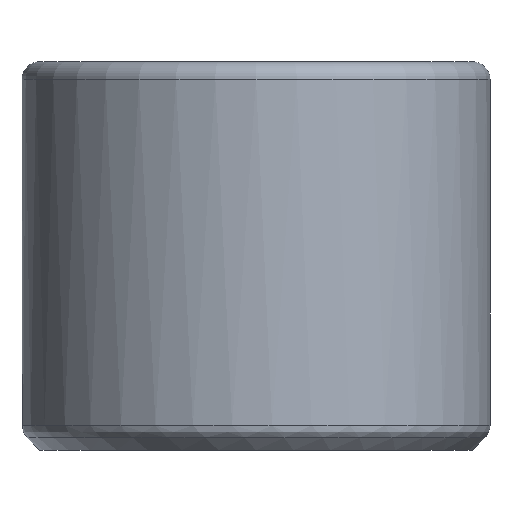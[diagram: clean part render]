
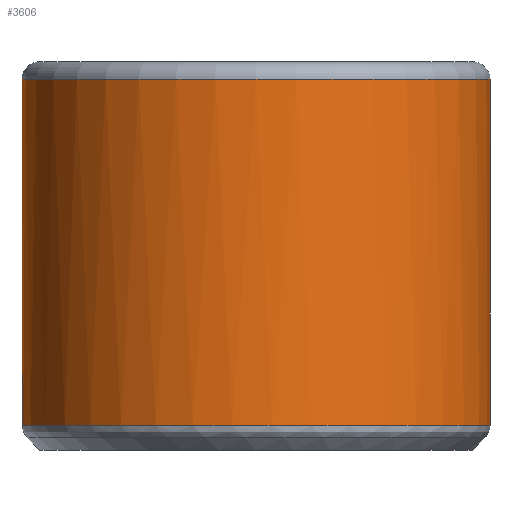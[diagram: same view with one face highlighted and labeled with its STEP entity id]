
A CAD part, front view. The second image highlights one B-rep face of the part: STEP entity #3606.
In plain terms, the highlighted cylindrical face has radius 13.25 mm (diameter 26.5 mm), a full revolution.
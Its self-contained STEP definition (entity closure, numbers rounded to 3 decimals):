
#640 = ( BOUNDED_SURFACE() B_SPLINE_SURFACE(2,14,(
    (#641,#642,#643,#644,#645,#646,#647,#648,#649,#650,#651,#652,#653
      ,#654,#655)
    ,(#656,#657,#658,#659,#660,#661,#662,#663,#664,#665,#666,#667,#668
      ,#669,#670)
    ,(#671,#672,#673,#674,#675,#676,#677,#678,#679,#680,#681,#682,#683
      ,#684,#685
)),.UNSPECIFIED.,.F.,.T.,.F.) B_SPLINE_SURFACE_WITH_KNOTS((3,3),(15,15),
  (0.,83.252),(0.,83.252),
.PIECEWISE_BEZIER_KNOTS.) GEOMETRIC_REPRESENTATION_ITEM() 
RATIONAL_B_SPLINE_SURFACE((
    (1.,1.,1.,1.,1.,1.
      ,1.,1.,1.,1.
      ,1.,1.,1.,1.,1.)
    ,(0.924,0.924,0.924,0.924
      ,0.924,0.924,0.924,0.924
      ,0.924,0.924,0.924,0.924
      ,0.924,0.924,0.924)
    ,(1.,1.,1.,1.,1.,1.
      ,1.,1.,1.,1.
      ,1.,1.,1.,1.,1.
))) REPRESENTATION_ITEM('') SURFACE() );
#641 = CARTESIAN_POINT('',(13.25,0.,1.414));
#642 = CARTESIAN_POINT('',(13.25,5.861,1.414
    ));
#643 = CARTESIAN_POINT('',(10.459,11.846,
    1.414));
#644 = CARTESIAN_POINT('',(4.68,16.396,1.414)
  );
#645 = CARTESIAN_POINT('',(-3.202,17.892,
    1.414));
#646 = CARTESIAN_POINT('',(-11.367,14.931,1.414
    ));
#647 = CARTESIAN_POINT('',(-16.845,9.069,1.414
    ));
#648 = CARTESIAN_POINT('',(-20.31,0.,
    1.414));
#649 = CARTESIAN_POINT('',(-16.845,-9.069,
    1.414));
#650 = CARTESIAN_POINT('',(-11.367,-14.931,1.414
    ));
#651 = CARTESIAN_POINT('',(-3.202,-17.892,1.414
    ));
#652 = CARTESIAN_POINT('',(4.68,-16.396,1.414
    ));
#653 = CARTESIAN_POINT('',(10.459,-11.846,
    1.414));
#654 = CARTESIAN_POINT('',(13.25,-5.861,
    1.414));
#655 = CARTESIAN_POINT('',(13.25,0.,1.414));
#656 = CARTESIAN_POINT('',(13.25,0.,1.));
#657 = CARTESIAN_POINT('',(13.25,5.861,1.));
#658 = CARTESIAN_POINT('',(10.459,11.846,1.));
#659 = CARTESIAN_POINT('',(4.68,16.396,1.));
#660 = CARTESIAN_POINT('',(-3.202,17.892,1.));
#661 = CARTESIAN_POINT('',(-11.367,14.931,1.));
#662 = CARTESIAN_POINT('',(-16.845,9.069,1.));
#663 = CARTESIAN_POINT('',(-20.31,0.,1.));
#664 = CARTESIAN_POINT('',(-16.845,-9.069,1.));
#665 = CARTESIAN_POINT('',(-11.367,-14.931,1.));
#666 = CARTESIAN_POINT('',(-3.202,-17.892,1.));
#667 = CARTESIAN_POINT('',(4.68,-16.396,1.));
#668 = CARTESIAN_POINT('',(10.459,-11.846,1.));
#669 = CARTESIAN_POINT('',(13.25,-5.861,1.));
#670 = CARTESIAN_POINT('',(13.25,0.,1.));
#671 = CARTESIAN_POINT('',(12.957,0.,0.707));
#672 = CARTESIAN_POINT('',(12.957,5.731,0.707
    ));
#673 = CARTESIAN_POINT('',(10.228,11.584,
    0.707));
#674 = CARTESIAN_POINT('',(4.576,16.033,0.707
    ));
#675 = CARTESIAN_POINT('',(-3.131,17.496,
    0.707));
#676 = CARTESIAN_POINT('',(-11.116,14.601,
    0.707));
#677 = CARTESIAN_POINT('',(-16.472,8.868,0.707
    ));
#678 = CARTESIAN_POINT('',(-19.861,0.,
    0.707));
#679 = CARTESIAN_POINT('',(-16.472,-8.868,
    0.707));
#680 = CARTESIAN_POINT('',(-11.116,-14.601,
    0.707));
#681 = CARTESIAN_POINT('',(-3.131,-17.496,
    0.707));
#682 = CARTESIAN_POINT('',(4.576,-16.033,0.707
    ));
#683 = CARTESIAN_POINT('',(10.228,-11.584,
    0.707));
#684 = CARTESIAN_POINT('',(12.957,-5.731,
    0.707));
#685 = CARTESIAN_POINT('',(12.957,0.,
    0.707));
#2101 = VERTEX_POINT('',#2102);
#2102 = CARTESIAN_POINT('',(13.25,0.,1.414));
#2123 = EDGE_CURVE('',#2101,#2101,#2124,.T.);
#2124 = SURFACE_CURVE('',#2125,(#2141,#2148),.PCURVE_S1.);
#2125 = ( BOUNDED_CURVE() B_SPLINE_CURVE(14,(#2126,#2127,#2128,#2129,
    #2130,#2131,#2132,#2133,#2134,#2135,#2136,#2137,#2138,#2139,#2140),
.UNSPECIFIED.,.T.,.F.) B_SPLINE_CURVE_WITH_KNOTS((15,15),(
0.,83.252),.PIECEWISE_BEZIER_KNOTS.) CURVE() 
GEOMETRIC_REPRESENTATION_ITEM() RATIONAL_B_SPLINE_CURVE((1.,1.,
    1.,1.,1.,1.,
    1.,1.,1.,1.,
    1.,1.,1.,1.,1.)) 
REPRESENTATION_ITEM('') );
#2126 = CARTESIAN_POINT('',(13.25,0.,1.414));
#2127 = CARTESIAN_POINT('',(13.25,5.861,
    1.414));
#2128 = CARTESIAN_POINT('',(10.459,11.846,
    1.414));
#2129 = CARTESIAN_POINT('',(4.68,16.396,1.414
    ));
#2130 = CARTESIAN_POINT('',(-3.202,17.892,
    1.414));
#2131 = CARTESIAN_POINT('',(-11.367,14.931,
    1.414));
#2132 = CARTESIAN_POINT('',(-16.845,9.069,
    1.414));
#2133 = CARTESIAN_POINT('',(-20.31,0.,
    1.414));
#2134 = CARTESIAN_POINT('',(-16.845,-9.069,
    1.414));
#2135 = CARTESIAN_POINT('',(-11.367,-14.931,
    1.414));
#2136 = CARTESIAN_POINT('',(-3.202,-17.892,
    1.414));
#2137 = CARTESIAN_POINT('',(4.68,-16.396,
    1.414));
#2138 = CARTESIAN_POINT('',(10.459,-11.846,
    1.414));
#2139 = CARTESIAN_POINT('',(13.25,-5.861,
    1.414));
#2140 = CARTESIAN_POINT('',(13.25,0.,1.414));
#2141 = PCURVE('',#640,#2142);
#2142 = DEFINITIONAL_REPRESENTATION('',(#2143),#2147);
#2143 = LINE('',#2144,#2145);
#2144 = CARTESIAN_POINT('',(0.,0.));
#2145 = VECTOR('',#2146,1.);
#2146 = DIRECTION('',(0.,1.));
#2147 = ( GEOMETRIC_REPRESENTATION_CONTEXT(2) 
PARAMETRIC_REPRESENTATION_CONTEXT() REPRESENTATION_CONTEXT('2D SPACE',''
  ) );
#2148 = PCURVE('',#2149,#2154);
#2149 = CYLINDRICAL_SURFACE('',#2150,13.25);
#2150 = AXIS2_PLACEMENT_3D('',#2151,#2152,#2153);
#2151 = CARTESIAN_POINT('',(0.,0.,0.));
#2152 = DIRECTION('',(-0.,-0.,-1.));
#2153 = DIRECTION('',(1.,0.,0.));
#2154 = DEFINITIONAL_REPRESENTATION('',(#2155),#2176);
#2155 = B_SPLINE_CURVE_WITH_KNOTS('',10,(#2156,#2157,#2158,#2159,#2160,
    #2161,#2162,#2163,#2164,#2165,#2166,#2167,#2168,#2169,#2170,#2171,
    #2172,#2173,#2174,#2175),.UNSPECIFIED.,.F.,.F.,(11,9,11),(
    0.,41.626,83.252),.UNSPECIFIED.);
#2156 = CARTESIAN_POINT('',(0.,-1.414));
#2157 = CARTESIAN_POINT('',(-0.31,-1.414));
#2158 = CARTESIAN_POINT('',(-0.624,-1.414));
#2159 = CARTESIAN_POINT('',(-0.94,-1.414));
#2160 = CARTESIAN_POINT('',(-1.256,-1.414));
#2161 = CARTESIAN_POINT('',(-1.57,-1.414));
#2162 = CARTESIAN_POINT('',(-1.885,-1.414));
#2163 = CARTESIAN_POINT('',(-2.199,-1.414));
#2164 = CARTESIAN_POINT('',(-2.513,-1.414));
#2165 = CARTESIAN_POINT('',(-2.827,-1.414));
#2166 = CARTESIAN_POINT('',(-3.456,-1.414));
#2167 = CARTESIAN_POINT('',(-3.77,-1.414));
#2168 = CARTESIAN_POINT('',(-4.084,-1.414));
#2169 = CARTESIAN_POINT('',(-4.398,-1.414));
#2170 = CARTESIAN_POINT('',(-4.713,-1.414));
#2171 = CARTESIAN_POINT('',(-5.027,-1.414));
#2172 = CARTESIAN_POINT('',(-5.343,-1.414));
#2173 = CARTESIAN_POINT('',(-5.659,-1.414));
#2174 = CARTESIAN_POINT('',(-5.974,-1.414));
#2175 = CARTESIAN_POINT('',(-6.283,-1.414));
#2176 = ( GEOMETRIC_REPRESENTATION_CONTEXT(2) 
PARAMETRIC_REPRESENTATION_CONTEXT() REPRESENTATION_CONTEXT('2D SPACE',''
  ) );
#3606 = ADVANCED_FACE('',(#3607),#2149,.T.);
#3607 = FACE_BOUND('',#3608,.F.);
#3608 = EDGE_LOOP('',(#3609,#3632,#3659,#3660));
#3609 = ORIENTED_EDGE('',*,*,#3610,.T.);
#3610 = EDGE_CURVE('',#2101,#3611,#3613,.T.);
#3611 = VERTEX_POINT('',#3612);
#3612 = CARTESIAN_POINT('',(13.25,0.,21.));
#3613 = SEAM_CURVE('',#3614,(#3618,#3625),.PCURVE_S1.);
#3614 = LINE('',#3615,#3616);
#3615 = CARTESIAN_POINT('',(13.25,0.,0.));
#3616 = VECTOR('',#3617,1.);
#3617 = DIRECTION('',(0.,0.,1.));
#3618 = PCURVE('',#2149,#3619);
#3619 = DEFINITIONAL_REPRESENTATION('',(#3620),#3624);
#3620 = LINE('',#3621,#3622);
#3621 = CARTESIAN_POINT('',(-0.,0.));
#3622 = VECTOR('',#3623,1.);
#3623 = DIRECTION('',(-0.,-1.));
#3624 = ( GEOMETRIC_REPRESENTATION_CONTEXT(2) 
PARAMETRIC_REPRESENTATION_CONTEXT() REPRESENTATION_CONTEXT('2D SPACE',''
  ) );
#3625 = PCURVE('',#2149,#3626);
#3626 = DEFINITIONAL_REPRESENTATION('',(#3627),#3631);
#3627 = LINE('',#3628,#3629);
#3628 = CARTESIAN_POINT('',(-6.283,0.));
#3629 = VECTOR('',#3630,1.);
#3630 = DIRECTION('',(-0.,-1.));
#3631 = ( GEOMETRIC_REPRESENTATION_CONTEXT(2) 
PARAMETRIC_REPRESENTATION_CONTEXT() REPRESENTATION_CONTEXT('2D SPACE',''
  ) );
#3632 = ORIENTED_EDGE('',*,*,#3633,.T.);
#3633 = EDGE_CURVE('',#3611,#3611,#3634,.T.);
#3634 = SURFACE_CURVE('',#3635,(#3640,#3647),.PCURVE_S1.);
#3635 = CIRCLE('',#3636,13.25);
#3636 = AXIS2_PLACEMENT_3D('',#3637,#3638,#3639);
#3637 = CARTESIAN_POINT('',(0.,0.,21.));
#3638 = DIRECTION('',(0.,0.,1.));
#3639 = DIRECTION('',(1.,0.,-0.));
#3640 = PCURVE('',#2149,#3641);
#3641 = DEFINITIONAL_REPRESENTATION('',(#3642),#3646);
#3642 = LINE('',#3643,#3644);
#3643 = CARTESIAN_POINT('',(-0.,-21.));
#3644 = VECTOR('',#3645,1.);
#3645 = DIRECTION('',(-1.,0.));
#3646 = ( GEOMETRIC_REPRESENTATION_CONTEXT(2) 
PARAMETRIC_REPRESENTATION_CONTEXT() REPRESENTATION_CONTEXT('2D SPACE',''
  ) );
#3647 = PCURVE('',#3648,#3653);
#3648 = TOROIDAL_SURFACE('',#3649,12.25,1.);
#3649 = AXIS2_PLACEMENT_3D('',#3650,#3651,#3652);
#3650 = CARTESIAN_POINT('',(0.,0.,21.));
#3651 = DIRECTION('',(0.,0.,1.));
#3652 = DIRECTION('',(1.,0.,-0.));
#3653 = DEFINITIONAL_REPRESENTATION('',(#3654),#3658);
#3654 = LINE('',#3655,#3656);
#3655 = CARTESIAN_POINT('',(0.,0.));
#3656 = VECTOR('',#3657,1.);
#3657 = DIRECTION('',(1.,0.));
#3658 = ( GEOMETRIC_REPRESENTATION_CONTEXT(2) 
PARAMETRIC_REPRESENTATION_CONTEXT() REPRESENTATION_CONTEXT('2D SPACE',''
  ) );
#3659 = ORIENTED_EDGE('',*,*,#3610,.F.);
#3660 = ORIENTED_EDGE('',*,*,#2123,.F.);
